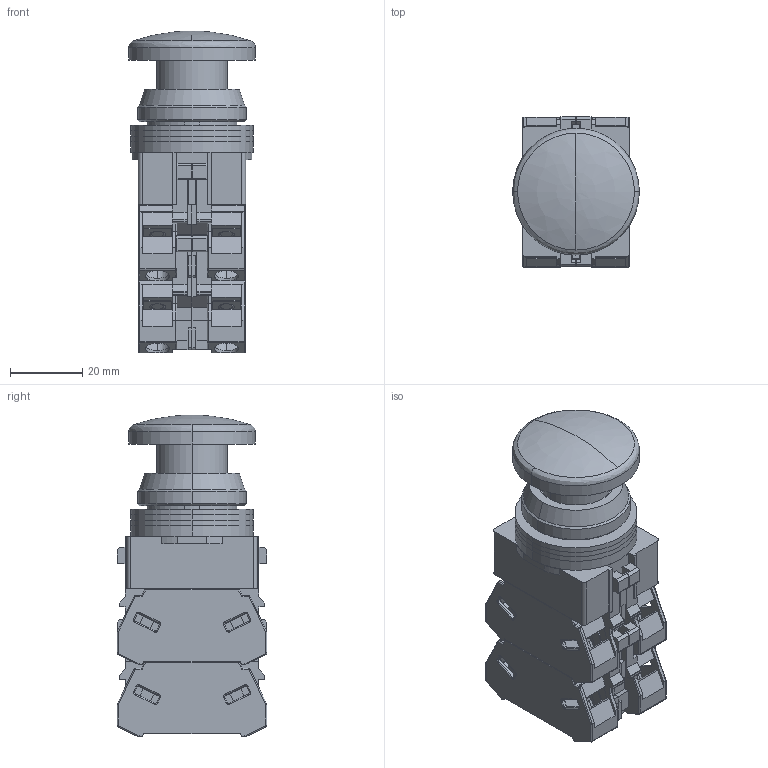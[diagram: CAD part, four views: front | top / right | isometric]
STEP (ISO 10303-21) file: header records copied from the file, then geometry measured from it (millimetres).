
FILE_DESCRIPTION (( 'STEP AP203' ), '1' );
FILE_NAME ('154_AOS3xxN$.STEP', '2020-11-20T06:57:49', ( '' ), ( '' ), 'SwSTEP 2.0', 'SolidWorks 2019', '' );
FILE_SCHEMA (( 'CONFIG_CONTROL_DESIGN' ));
Length unit declared in the file: millimetre
Products named in the file (7): OW-22_蹬怮椔; OW-21_蹬怮椔; OG-22_蹬怮椔; HW-Uxx(R)_蹬怮椔; 154_AOS3xxN$; AOS_BODY_蹬怮椔; ABS3BN_蹬怮椔
Assembly tree (11 placements, depth 2):
  154_AOS3xxN$
    AOS_BODY_蹬怮椔
    ABS3BN_蹬怮椔
    OW-22_蹬怮椔
    OW-21_蹬怮椔  x3
    OG-22_蹬怮椔
    HW-Uxx(R)_蹬怮椔  x4
Bounding box: 35 x 41.4 x 88.9 mm (x, y, z)
Volume: 74666.6 mm3; surface area: 33934 mm2
Topology: 11 solids, 11 shells, 1182 faces, 3227 edges, 2067 vertices
Faces by surface type: plane 698, cylinder 314, bspline 148, cone 22
Entity records: 12966 total; most frequent: CARTESIAN_POINT 2996, ORIENTED_EDGE 1964, DIRECTION 1836, EDGE_CURVE 982, VECTOR 692, LINE 692, VERTEX_POINT 635, AXIS2_PLACEMENT_3D 572
